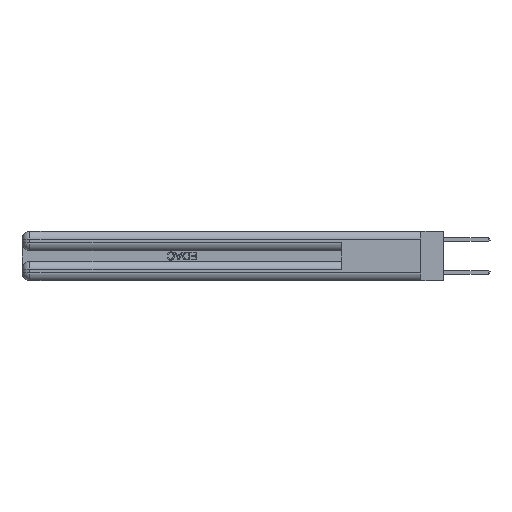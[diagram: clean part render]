
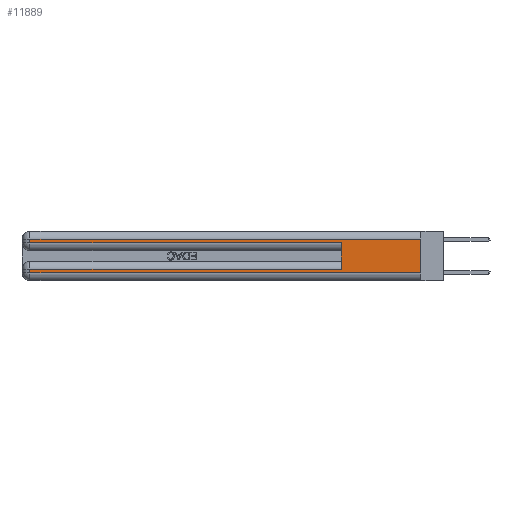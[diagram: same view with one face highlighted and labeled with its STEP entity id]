
A CAD part, left-side view. The second image highlights one B-rep face of the part: STEP entity #11889.
In plain terms, the highlighted planar face has unit normal (-1, 0, 0).
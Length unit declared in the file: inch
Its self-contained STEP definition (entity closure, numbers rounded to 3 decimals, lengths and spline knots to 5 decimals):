
#35 = CARTESIAN_POINT ( 'NONE',  ( 0., 2.94, 0.37 ) ) ;
#443 = CARTESIAN_POINT ( 'NONE',  ( 0., 2.94, 0.285 ) ) ;
#722 = ORIENTED_EDGE ( 'NONE', *, *, #6923, .T. ) ;
#810 = VERTEX_POINT ( 'NONE', #14368 ) ;
#1204 = DIRECTION ( 'NONE',  ( 0., 0., 1. ) ) ;
#2104 = LINE ( 'NONE', #11329, #8791 ) ;
#2554 = ORIENTED_EDGE ( 'NONE', *, *, #35806, .F. ) ;
#2880 = VECTOR ( 'NONE', #10993, 39.37008 ) ;
#2940 = DIRECTION ( 'NONE',  ( 0., 0., -1. ) ) ;
#2990 = DIRECTION ( 'NONE',  ( 0., 0., -1. ) ) ;
#3351 = VERTEX_POINT ( 'NONE', #33177 ) ;
#3885 = EDGE_CURVE ( 'NONE', #3351, #35576, #20598, .T. ) ;
#4897 = CARTESIAN_POINT ( 'NONE',  ( 0., 0., 0.06 ) ) ;
#4988 = VECTOR ( 'NONE', #8764, 39.37008 ) ;
#5750 = CARTESIAN_POINT ( 'NONE',  ( 0., 0., 0.37 ) ) ;
#5934 = CARTESIAN_POINT ( 'NONE',  ( 0., 0., 0.31 ) ) ;
#6779 = LINE ( 'NONE', #5934, #4988 ) ;
#6923 = EDGE_CURVE ( 'NONE', #31983, #810, #17491, .T. ) ;
#7740 = DIRECTION ( 'NONE',  ( 0., -1., 0. ) ) ;
#7756 = CARTESIAN_POINT ( 'NONE',  ( 0., 0., 0.285 ) ) ;
#8132 = CARTESIAN_POINT ( 'NONE',  ( 0., 0., 0.37 ) ) ;
#8764 = DIRECTION ( 'NONE',  ( 0., 1., 0. ) ) ;
#8791 = VECTOR ( 'NONE', #31339, 39.37008 ) ;
#10270 = LINE ( 'NONE', #4897, #16987 ) ;
#10608 = DIRECTION ( 'NONE',  ( 0., -1., 0. ) ) ;
#10993 = DIRECTION ( 'NONE',  ( 0., 0., -1. ) ) ;
#11018 = ORIENTED_EDGE ( 'NONE', *, *, #31930, .T. ) ;
#11329 = CARTESIAN_POINT ( 'NONE',  ( 0., 0., 0.085 ) ) ;
#11648 = DIRECTION ( 'NONE',  ( 0., 0., -1. ) ) ;
#11889 = ADVANCED_FACE ( 'NONE', ( #34093 ), #14331, .F. ) ;
#12287 = CARTESIAN_POINT ( 'NONE',  ( 0., 0., 0.31 ) ) ;
#13409 = EDGE_CURVE ( 'NONE', #28067, #23698, #6779, .T. ) ;
#13749 = EDGE_CURVE ( 'NONE', #810, #36163, #10270, .T. ) ;
#14331 = PLANE ( 'NONE',  #36296 ) ;
#14368 = CARTESIAN_POINT ( 'NONE',  ( 0., 2.94, 0.06 ) ) ;
#14747 = CARTESIAN_POINT ( 'NONE',  ( 0., 2.94, 0.31 ) ) ;
#14789 = VERTEX_POINT ( 'NONE', #443 ) ;
#15071 = LINE ( 'NONE', #7756, #29379 ) ;
#16987 = VECTOR ( 'NONE', #7740, 39.37008 ) ;
#17491 = LINE ( 'NONE', #35, #23306 ) ;
#19683 = VECTOR ( 'NONE', #1204, 39.37008 ) ;
#20117 = DIRECTION ( 'NONE',  ( 1., 0., 0. ) ) ;
#20598 = LINE ( 'NONE', #26819, #19683 ) ;
#22616 = ORIENTED_EDGE ( 'NONE', *, *, #27233, .T. ) ;
#23059 = CARTESIAN_POINT ( 'NONE',  ( 0., 2.94, 0.085 ) ) ;
#23306 = VECTOR ( 'NONE', #2940, 39.37008 ) ;
#23647 = VECTOR ( 'NONE', #11648, 39.37008 ) ;
#23698 = VERTEX_POINT ( 'NONE', #14747 ) ;
#24410 = ORIENTED_EDGE ( 'NONE', *, *, #13749, .T. ) ;
#25686 = LINE ( 'NONE', #8132, #2880 ) ;
#26265 = ORIENTED_EDGE ( 'NONE', *, *, #33746, .T. ) ;
#26819 = CARTESIAN_POINT ( 'NONE',  ( 0., 0.6, 0.145 ) ) ;
#27233 = EDGE_CURVE ( 'NONE', #3351, #31983, #2104, .T. ) ;
#27518 = ORIENTED_EDGE ( 'NONE', *, *, #3885, .F. ) ;
#28067 = VERTEX_POINT ( 'NONE', #12287 ) ;
#29379 = VECTOR ( 'NONE', #10608, 39.37008 ) ;
#29395 = CARTESIAN_POINT ( 'NONE',  ( 0., 0.6, 0.285 ) ) ;
#29606 = CARTESIAN_POINT ( 'NONE',  ( 0., 0., 0.06 ) ) ;
#31217 = LINE ( 'NONE', #34380, #23647 ) ;
#31339 = DIRECTION ( 'NONE',  ( 0., 1., 0. ) ) ;
#31930 = EDGE_CURVE ( 'NONE', #23698, #14789, #31217, .T. ) ;
#31983 = VERTEX_POINT ( 'NONE', #23059 ) ;
#32873 = EDGE_LOOP ( 'NONE', ( #2554, #32919, #11018, #26265, #27518, #22616, #722, #24410 ) ) ;
#32919 = ORIENTED_EDGE ( 'NONE', *, *, #13409, .T. ) ;
#33177 = CARTESIAN_POINT ( 'NONE',  ( 0., 0.6, 0.085 ) ) ;
#33746 = EDGE_CURVE ( 'NONE', #14789, #35576, #15071, .T. ) ;
#34093 = FACE_OUTER_BOUND ( 'NONE', #32873, .T. ) ;
#34380 = CARTESIAN_POINT ( 'NONE',  ( 0., 2.94, 0.37 ) ) ;
#35576 = VERTEX_POINT ( 'NONE', #29395 ) ;
#35806 = EDGE_CURVE ( 'NONE', #28067, #36163, #25686, .T. ) ;
#36163 = VERTEX_POINT ( 'NONE', #29606 ) ;
#36296 = AXIS2_PLACEMENT_3D ( 'NONE', #5750, #20117, #2990 ) ;
